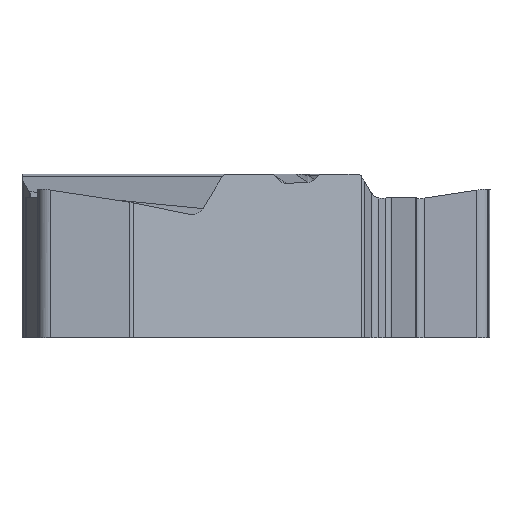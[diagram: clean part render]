
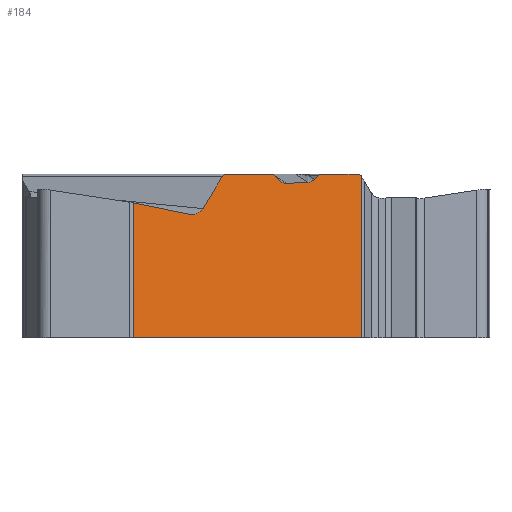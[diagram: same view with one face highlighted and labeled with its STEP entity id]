
A CAD part, front view. The second image highlights one B-rep face of the part: STEP entity #184.
In plain terms, the highlighted planar face has unit normal (0.5, -0.866, 0).
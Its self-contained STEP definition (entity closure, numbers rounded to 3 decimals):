
#184=ADVANCED_FACE('',(#335),#282,.F.);
#282=PLANE('',#2131);
#335=FACE_OUTER_BOUND('',#439,.T.);
#439=EDGE_LOOP('',(#681,#682,#683,#684,#685,#686,#687,#688,#689,#690,#691,
#692,#693,#694,#695,#696,#697));
#551=ELLIPSE('',#2126,0.172,0.15);
#552=ELLIPSE('',#2127,0.15,0.15);
#553=ELLIPSE('',#2128,0.167,0.15);
#554=ELLIPSE('',#2129,0.175,0.15);
#555=ELLIPSE('',#2130,0.398,0.35);
#681=ORIENTED_EDGE('',*,*,#1449,.F.);
#682=ORIENTED_EDGE('',*,*,#1450,.T.);
#683=ORIENTED_EDGE('',*,*,#1451,.F.);
#684=ORIENTED_EDGE('',*,*,#1452,.F.);
#685=ORIENTED_EDGE('',*,*,#1453,.F.);
#686=ORIENTED_EDGE('',*,*,#1454,.F.);
#687=ORIENTED_EDGE('',*,*,#1455,.F.);
#688=ORIENTED_EDGE('',*,*,#1456,.F.);
#689=ORIENTED_EDGE('',*,*,#1457,.F.);
#690=ORIENTED_EDGE('',*,*,#1458,.F.);
#691=ORIENTED_EDGE('',*,*,#1459,.F.);
#692=ORIENTED_EDGE('',*,*,#1460,.F.);
#693=ORIENTED_EDGE('',*,*,#1461,.F.);
#694=ORIENTED_EDGE('',*,*,#1462,.F.);
#695=ORIENTED_EDGE('',*,*,#1463,.T.);
#696=ORIENTED_EDGE('',*,*,#1464,.F.);
#697=ORIENTED_EDGE('',*,*,#1465,.T.);
#1237=VERTEX_POINT('',#3252);
#1238=VERTEX_POINT('',#3253);
#1239=VERTEX_POINT('',#3255);
#1240=VERTEX_POINT('',#3257);
#1241=VERTEX_POINT('',#3259);
#1242=VERTEX_POINT('',#3261);
#1243=VERTEX_POINT('',#3263);
#1244=VERTEX_POINT('',#3277);
#1245=VERTEX_POINT('',#3279);
#1246=VERTEX_POINT('',#3293);
#1247=VERTEX_POINT('',#3295);
#1248=VERTEX_POINT('',#3297);
#1249=VERTEX_POINT('',#3299);
#1250=VERTEX_POINT('',#3301);
#1251=VERTEX_POINT('',#3303);
#1252=VERTEX_POINT('',#3305);
#1253=VERTEX_POINT('',#3307);
#1449=EDGE_CURVE('',#1237,#1238,#1708,.T.);
#1450=EDGE_CURVE('',#1237,#1239,#1709,.T.);
#1451=EDGE_CURVE('',#1240,#1239,#551,.T.);
#1452=EDGE_CURVE('',#1241,#1240,#1710,.T.);
#1453=EDGE_CURVE('',#1242,#1241,#552,.T.);
#1454=EDGE_CURVE('',#1243,#1242,#1711,.T.);
#1455=EDGE_CURVE('',#1244,#1243,#2022,.T.);
#1456=EDGE_CURVE('',#1245,#1244,#1712,.T.);
#1457=EDGE_CURVE('',#1246,#1245,#2023,.T.);
#1458=EDGE_CURVE('',#1247,#1246,#1713,.T.);
#1459=EDGE_CURVE('',#1248,#1247,#553,.T.);
#1460=EDGE_CURVE('',#1249,#1248,#1714,.T.);
#1461=EDGE_CURVE('',#1250,#1249,#554,.T.);
#1462=EDGE_CURVE('',#1251,#1250,#1715,.T.);
#1463=EDGE_CURVE('',#1251,#1252,#555,.T.);
#1464=EDGE_CURVE('',#1253,#1252,#1716,.T.);
#1465=EDGE_CURVE('',#1253,#1238,#1717,.T.);
#1708=LINE('',#3251,#1879);
#1709=LINE('',#3254,#1880);
#1710=LINE('',#3258,#1881);
#1711=LINE('',#3262,#1882);
#1712=LINE('',#3278,#1883);
#1713=LINE('',#3294,#1884);
#1714=LINE('',#3298,#1885);
#1715=LINE('',#3302,#1886);
#1716=LINE('',#3306,#1887);
#1717=LINE('',#3308,#1888);
#1879=VECTOR('',#2419,1.);
#1880=VECTOR('',#2420,1.);
#1881=VECTOR('',#2423,1.);
#1882=VECTOR('',#2426,1.);
#1883=VECTOR('',#2427,1.);
#1884=VECTOR('',#2428,1.);
#1885=VECTOR('',#2431,1.);
#1886=VECTOR('',#2434,1.);
#1887=VECTOR('',#2437,1.);
#1888=VECTOR('',#2438,1.);
#2022=B_SPLINE_CURVE_WITH_KNOTS('',3,(#3264,#3265,#3266,#3267,#3268,#3269,
#3270,#3271,#3272,#3273,#3274,#3275,#3276),.UNSPECIFIED.,.F.,.F.,(4,3,3,
3,4),(0.,0.249,0.498,0.746,1.),
 .UNSPECIFIED.);
#2023=B_SPLINE_CURVE_WITH_KNOTS('',3,(#3280,#3281,#3282,#3283,#3284,#3285,
#3286,#3287,#3288,#3289,#3290,#3291,#3292),.UNSPECIFIED.,.F.,.F.,(4,3,3,
3,4),(0.,0.234,0.468,0.701,1.),
 .UNSPECIFIED.);
#2126=AXIS2_PLACEMENT_3D('',#3256,#2421,#2422);
#2127=AXIS2_PLACEMENT_3D('',#3260,#2424,#2425);
#2128=AXIS2_PLACEMENT_3D('',#3296,#2429,#2430);
#2129=AXIS2_PLACEMENT_3D('',#3300,#2432,#2433);
#2130=AXIS2_PLACEMENT_3D('',#3304,#2435,#2436);
#2131=AXIS2_PLACEMENT_3D('',#3309,#2439,#2440);
#2419=DIRECTION('',(-0.866,-0.5,0.));
#2420=DIRECTION('',(0.,0.,1.));
#2421=DIRECTION('',(-0.5,0.866,0.));
#2422=DIRECTION('',(-0.866,-0.5,0.));
#2423=DIRECTION('',(0.866,0.5,0.));
#2424=DIRECTION('',(-0.5,0.866,0.));
#2425=DIRECTION('',(0.866,0.5,0.));
#2426=DIRECTION('',(0.658,0.38,0.651));
#2427=DIRECTION('',(0.865,0.5,0.043));
#2428=DIRECTION('',(0.686,0.396,-0.611));
#2429=DIRECTION('',(-0.5,0.866,0.));
#2430=DIRECTION('',(-0.866,-0.5,0.));
#2431=DIRECTION('',(0.866,0.5,0.));
#2432=DIRECTION('',(-0.5,0.866,0.));
#2433=DIRECTION('',(-0.866,-0.5,0.));
#2434=DIRECTION('',(0.493,0.285,0.822));
#2435=DIRECTION('',(-0.5,0.866,0.));
#2436=DIRECTION('',(-0.853,-0.492,0.174));
#2437=DIRECTION('',(0.853,0.492,-0.174));
#2438=DIRECTION('',(0.,0.,-1.));
#2439=DIRECTION('',(-0.5,0.866,0.));
#2440=DIRECTION('',(0.,0.,-1.));
#3251=CARTESIAN_POINT('',(-0.367,-5.711,-3.97));
#3252=CARTESIAN_POINT('',(4.292,-3.021,-3.97));
#3253=CARTESIAN_POINT('',(-1.786,-6.531,-3.97));
#3254=CARTESIAN_POINT('',(4.292,-3.021,3.4));
#3255=CARTESIAN_POINT('',(4.292,-3.021,0.334));
#3256=CARTESIAN_POINT('',(4.169,-3.092,0.25));
#3257=CARTESIAN_POINT('',(4.169,-3.092,0.4));
#3258=CARTESIAN_POINT('',(-0.367,-5.711,0.4));
#3259=CARTESIAN_POINT('',(3.222,-3.639,0.4));
#3260=CARTESIAN_POINT('',(3.222,-3.639,0.25));
#3261=CARTESIAN_POINT('',(3.137,-3.688,0.364));
#3262=CARTESIAN_POINT('',(0.961,-4.944,-1.789));
#3263=CARTESIAN_POINT('',(3.029,-3.75,0.257));
#3264=CARTESIAN_POINT('',(2.857,-3.85,0.178));
#3265=CARTESIAN_POINT('',(2.873,-3.841,0.179));
#3266=CARTESIAN_POINT('',(2.888,-3.832,0.182));
#3267=CARTESIAN_POINT('',(2.904,-3.823,0.185));
#3268=CARTESIAN_POINT('',(2.919,-3.814,0.189));
#3269=CARTESIAN_POINT('',(2.934,-3.805,0.194));
#3270=CARTESIAN_POINT('',(2.949,-3.797,0.201));
#3271=CARTESIAN_POINT('',(2.963,-3.789,0.208));
#3272=CARTESIAN_POINT('',(2.977,-3.78,0.216));
#3273=CARTESIAN_POINT('',(2.99,-3.773,0.225));
#3274=CARTESIAN_POINT('',(3.004,-3.765,0.234));
#3275=CARTESIAN_POINT('',(3.017,-3.757,0.245));
#3276=CARTESIAN_POINT('',(3.029,-3.75,0.257));
#3277=CARTESIAN_POINT('',(2.857,-3.85,0.178));
#3278=CARTESIAN_POINT('',(-0.367,-5.711,0.02));
#3279=CARTESIAN_POINT('',(2.296,-4.173,0.151));
#3280=CARTESIAN_POINT('',(2.124,-4.273,0.213));
#3281=CARTESIAN_POINT('',(2.136,-4.266,0.202));
#3282=CARTESIAN_POINT('',(2.148,-4.259,0.193));
#3283=CARTESIAN_POINT('',(2.161,-4.252,0.186));
#3284=CARTESIAN_POINT('',(2.173,-4.245,0.178));
#3285=CARTESIAN_POINT('',(2.186,-4.237,0.171));
#3286=CARTESIAN_POINT('',(2.2,-4.229,0.166));
#3287=CARTESIAN_POINT('',(2.214,-4.221,0.161));
#3288=CARTESIAN_POINT('',(2.228,-4.213,0.157));
#3289=CARTESIAN_POINT('',(2.242,-4.205,0.154));
#3290=CARTESIAN_POINT('',(2.26,-4.195,0.151));
#3291=CARTESIAN_POINT('',(2.278,-4.184,0.15));
#3292=CARTESIAN_POINT('',(2.296,-4.173,0.151));
#3293=CARTESIAN_POINT('',(2.124,-4.273,0.213));
#3294=CARTESIAN_POINT('',(4.097,-3.134,-1.545));
#3295=CARTESIAN_POINT('',(1.954,-4.371,0.364));
#3296=CARTESIAN_POINT('',(1.861,-4.425,0.25));
#3297=CARTESIAN_POINT('',(1.861,-4.425,0.4));
#3298=CARTESIAN_POINT('',(5.129,-2.538,0.4));
#3299=CARTESIAN_POINT('',(0.702,-5.094,0.4));
#3300=CARTESIAN_POINT('',(0.702,-5.094,0.25));
#3301=CARTESIAN_POINT('',(0.572,-5.169,0.327));
#3302=CARTESIAN_POINT('',(1.917,-4.392,2.569));
#3303=CARTESIAN_POINT('',(0.063,-5.463,-0.522));
#3304=CARTESIAN_POINT('',(-0.233,-5.634,-0.329));
#3305=CARTESIAN_POINT('',(-0.285,-5.664,-0.674));
#3306=CARTESIAN_POINT('',(4.866,-2.69,-1.723));
#3307=CARTESIAN_POINT('',(-1.786,-6.531,-0.368));
#3308=CARTESIAN_POINT('',(-1.786,-6.531,-5.47));
#3309=CARTESIAN_POINT('',(-0.367,-5.711,0.));
